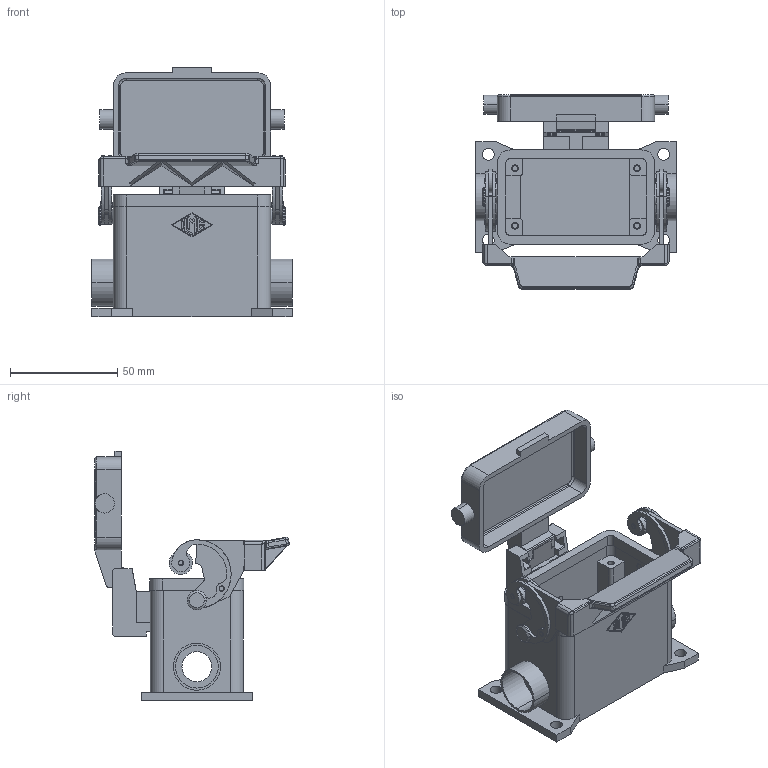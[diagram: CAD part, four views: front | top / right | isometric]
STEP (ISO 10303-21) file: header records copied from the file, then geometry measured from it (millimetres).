
FILE_DESCRIPTION((''),'2;1');
FILE_NAME('MHP 10 LS220.stp','2007-01-04T10:18:37',('gembarski'),(''),'Autodesk Inventor 7','Autodesk Inventor 7','');
FILE_SCHEMA(('AUTOMOTIVE_DESIGN { 1 0 10303 214 1 1 1 1 }'));
Length unit declared in the file: millimetre
Products named in the file (1): MHP 10 LS220
Bounding box: 93.5 x 90.95 x 116.7 mm (x, y, z)
Volume: 110804.6 mm3; surface area: 64200.9 mm2
Topology: 6 solids, 6 shells, 589 faces, 1566 edges, 1020 vertices
Faces by surface type: plane 248, cylinder 181, bspline 134, torus 16, cone 6, sphere 4
Entity records: 21433 total; most frequent: CARTESIAN_POINT 6612, ORIENTED_EDGE 3136, DIRECTION 3084, EDGE_CURVE 1568, AXIS2_PLACEMENT_3D 1088, VERTEX_POINT 1020, VECTOR 908, LINE 908
